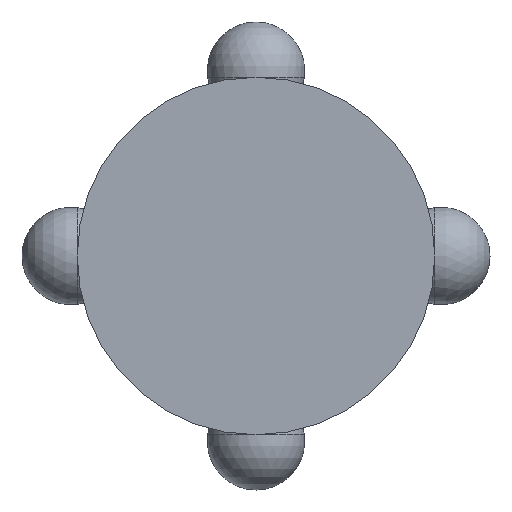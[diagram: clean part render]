
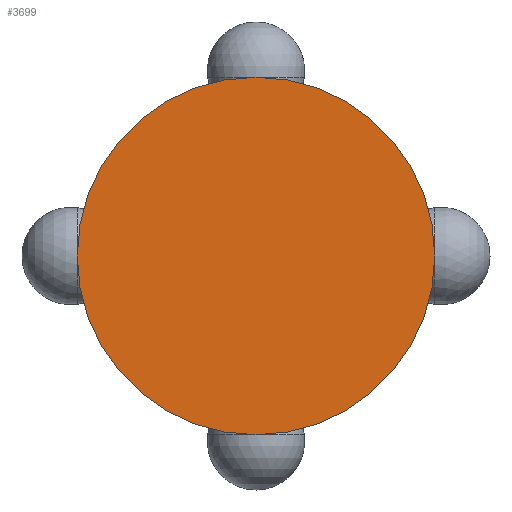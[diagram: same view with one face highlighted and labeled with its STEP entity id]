
A CAD part, front view. The second image highlights one B-rep face of the part: STEP entity #3699.
In plain terms, the highlighted planar face has unit normal (0, -1, 0).
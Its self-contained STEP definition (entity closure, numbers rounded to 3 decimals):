
#25=CARTESIAN_POINT('',(0.,56.7,0.));
#26=DIRECTION('',(0.,-1.,0.));
#27=DIRECTION('',(1.,0.,0.));
#28=AXIS2_PLACEMENT_3D('',#25,#26,#27);
#38=CARTESIAN_POINT('',(0.,56.7,0.));
#39=DIRECTION('',(0.,1.,0.));
#40=DIRECTION('',(1.,0.,0.));
#41=AXIS2_PLACEMENT_3D('',#38,#39,#40);
#1240=CARTESIAN_POINT('',(27.5,56.7,0.));
#1242=VERTEX_POINT('',#1240);
#1244=CARTESIAN_POINT('',(-27.5,56.7,0.));
#1246=VERTEX_POINT('',#1244);
#3690=CARTESIAN_POINT('',(0.,56.7,0.));
#3691=DIRECTION('',(0.,-1.,0.));
#3692=DIRECTION('',(-1.,0.,0.));
#3693=AXIS2_PLACEMENT_3D('',#3690,#3691,#3692);
#3694=PLANE('',#3693);
#3695=ORIENTED_EDGE('',*,*,#1379,.F.);
#3696=ORIENTED_EDGE('',*,*,#1404,.T.);
#3697=EDGE_LOOP('',(#3695,#3696));
#3698=FACE_OUTER_BOUND('',#3697,.F.);
#3699=ADVANCED_FACE('',(#3698),#3694,.T.);
#29=CIRCLE('',#28,27.5);
#42=CIRCLE('',#41,27.5);
#1379=EDGE_CURVE('',#1242,#1246,#29,.T.);
#1404=EDGE_CURVE('',#1242,#1246,#42,.T.);
